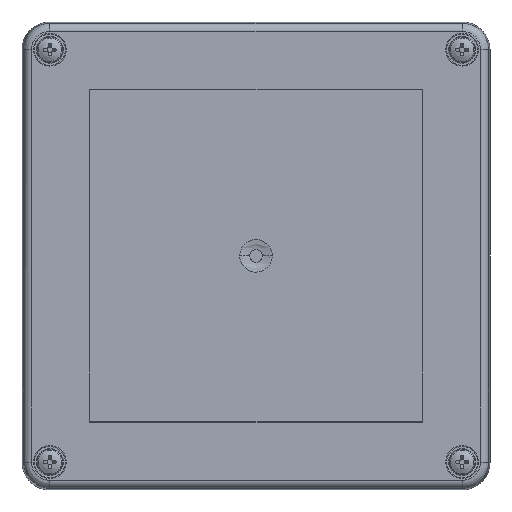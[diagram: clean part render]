
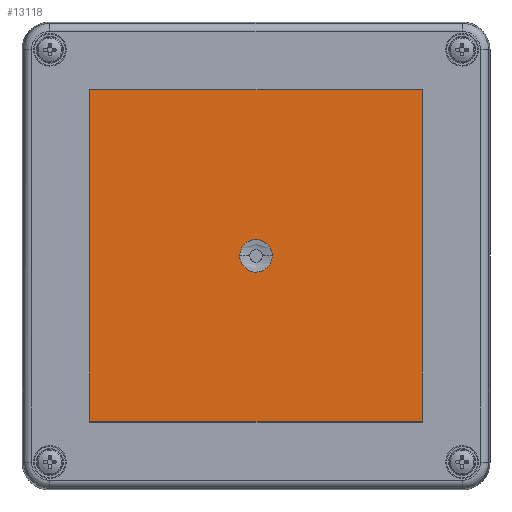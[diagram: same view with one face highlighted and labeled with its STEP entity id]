
A CAD part, top view. The second image highlights one B-rep face of the part: STEP entity #13118.
In plain terms, the highlighted planar face has unit normal (0, 0, 1).
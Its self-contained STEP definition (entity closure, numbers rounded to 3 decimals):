
#579=FACE_BOUND('',#4416,.T.);
#767=PLANE('',#14194);
#1102=(
BOUNDED_CURVE()
B_SPLINE_CURVE(3,(#23523,#23524,#23525,#23526),.UNSPECIFIED.,.F.,.F.)
B_SPLINE_CURVE_WITH_KNOTS((4,4),(0.,1.),.UNSPECIFIED.)
CURVE()
GEOMETRIC_REPRESENTATION_ITEM()
RATIONAL_B_SPLINE_CURVE((1.,0.333,0.333,1.))
REPRESENTATION_ITEM('')
);
#1103=(
BOUNDED_CURVE()
B_SPLINE_CURVE(3,(#23555,#23556,#23557,#23558),.UNSPECIFIED.,.F.,.F.)
B_SPLINE_CURVE_WITH_KNOTS((4,4),(0.,1.),.UNSPECIFIED.)
CURVE()
GEOMETRIC_REPRESENTATION_ITEM()
RATIONAL_B_SPLINE_CURVE((1.,0.333,0.333,1.))
REPRESENTATION_ITEM('')
);
#1720=LINE('',#23563,#2639);
#1721=LINE('',#23565,#2640);
#1722=LINE('',#23567,#2641);
#1723=LINE('',#23568,#2642);
#2639=VECTOR('',#16287,1000.);
#2640=VECTOR('',#16288,1000.);
#2641=VECTOR('',#16289,1000.);
#2642=VECTOR('',#16290,1000.);
#3552=FACE_OUTER_BOUND('',#4415,.T.);
#4415=EDGE_LOOP('',(#10299,#10300,#10301,#10302));
#4416=EDGE_LOOP('',(#10303,#10304));
#6201=VERTEX_POINT('',#23521);
#6202=VERTEX_POINT('',#23522);
#6205=VERTEX_POINT('',#23561);
#6206=VERTEX_POINT('',#23562);
#6207=VERTEX_POINT('',#23564);
#6208=VERTEX_POINT('',#23566);
#7646=EDGE_CURVE('',#6201,#6202,#1102,.T.);
#7651=EDGE_CURVE('',#6202,#6201,#1103,.T.);
#7652=EDGE_CURVE('',#6205,#6206,#1720,.T.);
#7653=EDGE_CURVE('',#6207,#6205,#1721,.T.);
#7654=EDGE_CURVE('',#6208,#6207,#1722,.T.);
#7655=EDGE_CURVE('',#6206,#6208,#1723,.T.);
#10299=ORIENTED_EDGE('',*,*,#7652,.F.);
#10300=ORIENTED_EDGE('',*,*,#7653,.F.);
#10301=ORIENTED_EDGE('',*,*,#7654,.F.);
#10302=ORIENTED_EDGE('',*,*,#7655,.F.);
#10303=ORIENTED_EDGE('',*,*,#7646,.F.);
#10304=ORIENTED_EDGE('',*,*,#7651,.F.);
#13118=ADVANCED_FACE('',(#3552,#579),#767,.T.);
#14194=AXIS2_PLACEMENT_3D('',#23560,#16285,#16286);
#16285=DIRECTION('center_axis',(0.,0.,1.));
#16286=DIRECTION('ref_axis',(-1.,0.,0.));
#16287=DIRECTION('',(0.,1.,0.));
#16288=DIRECTION('',(-1.,0.,0.));
#16289=DIRECTION('',(0.,-1.,0.));
#16290=DIRECTION('',(1.,0.,0.));
#23521=CARTESIAN_POINT('',(-3.65,0.,36.894));
#23522=CARTESIAN_POINT('',(3.65,0.,36.894));
#23523=CARTESIAN_POINT('Ctrl Pts',(-3.65,0.,
36.894));
#23524=CARTESIAN_POINT('Ctrl Pts',(-3.65,-7.3,
36.894));
#23525=CARTESIAN_POINT('Ctrl Pts',(3.65,-7.3,36.894));
#23526=CARTESIAN_POINT('Ctrl Pts',(3.65,0.,
36.894));
#23555=CARTESIAN_POINT('Ctrl Pts',(3.65,0.,
36.894));
#23556=CARTESIAN_POINT('Ctrl Pts',(3.65,7.3,36.894));
#23557=CARTESIAN_POINT('Ctrl Pts',(-3.65,7.3,36.894));
#23558=CARTESIAN_POINT('Ctrl Pts',(-3.65,0.,
36.894));
#23560=CARTESIAN_POINT('Origin',(0.,0.,
36.894));
#23561=CARTESIAN_POINT('',(-37.231,-37.231,36.894));
#23562=CARTESIAN_POINT('',(-37.231,37.231,36.894));
#23563=CARTESIAN_POINT('',(-37.231,-37.131,36.894));
#23564=CARTESIAN_POINT('',(37.231,-37.231,36.894));
#23565=CARTESIAN_POINT('',(37.131,-37.231,36.894));
#23566=CARTESIAN_POINT('',(37.231,37.231,36.894));
#23567=CARTESIAN_POINT('',(37.231,-37.131,36.894));
#23568=CARTESIAN_POINT('',(37.131,37.231,36.894));
